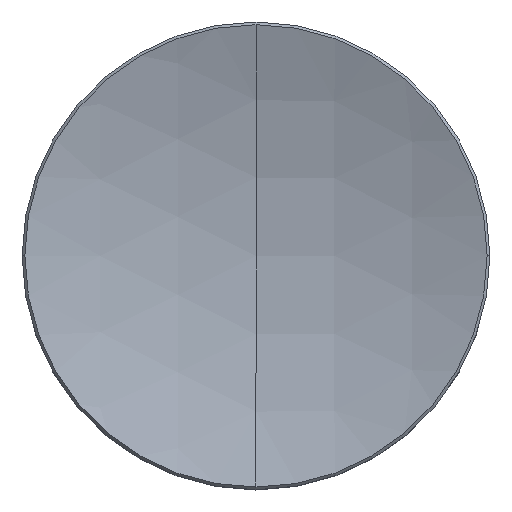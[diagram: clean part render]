
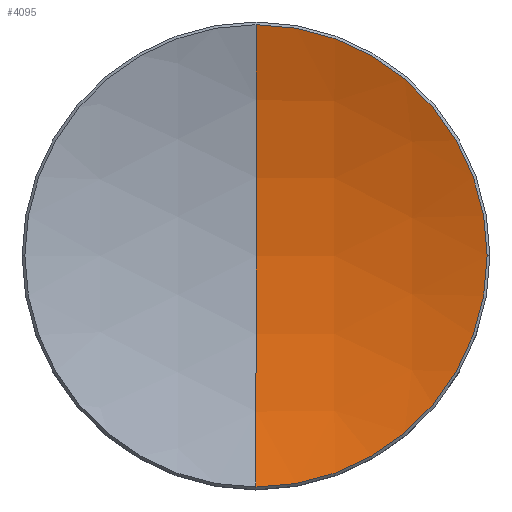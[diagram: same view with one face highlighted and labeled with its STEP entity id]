
A CAD part, top view. The second image highlights one B-rep face of the part: STEP entity #4095.
In plain terms, the highlighted spherical face has radius 38 mm.
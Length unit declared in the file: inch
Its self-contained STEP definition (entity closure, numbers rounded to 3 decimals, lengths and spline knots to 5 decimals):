
#1811 = CARTESIAN_POINT ( 'NONE',  ( 0., 0.49418, 0.3202 ) ) ;
#2513 = FACE_OUTER_BOUND ( 'NONE', #3832, .T. ) ;
#2631 = SPHERICAL_SURFACE ( 'NONE', #2674, 1.49606 ) ;
#2634 = DIRECTION ( 'NONE',  ( 1., 0., 0. ) ) ;
#2635 = DIRECTION ( 'NONE',  ( 0., 0., 1. ) ) ;
#2636 = CARTESIAN_POINT ( 'NONE',  ( 0., 0., 0.3202 ) ) ;
#2639 = DIRECTION ( 'NONE',  ( 1., 0., 0. ) ) ;
#2640 = DIRECTION ( 'NONE',  ( 0., 0., 1. ) ) ;
#2641 = AXIS2_PLACEMENT_3D ( 'NONE', #2649, #2640, #2639 ) ;
#2645 = AXIS2_PLACEMENT_3D ( 'NONE', #2636, #2635, #2634 ) ;
#2649 = CARTESIAN_POINT ( 'NONE',  ( 0., 0., 0.3202 ) ) ;
#2650 = CARTESIAN_POINT ( 'NONE',  ( 0.49418, 0., 0.3202 ) ) ;
#2652 = CIRCLE ( 'NONE', #2645, 0.49418 ) ;
#2657 = CIRCLE ( 'NONE', #2641, 0.49418 ) ;
#2664 = CARTESIAN_POINT ( 'NONE',  ( 0., 0., 1.73228 ) ) ;
#2674 = AXIS2_PLACEMENT_3D ( 'NONE', #2664, #2685, #2731 ) ;
#2685 = DIRECTION ( 'NONE',  ( -1., 0., 0. ) ) ;
#2686 = AXIS2_PLACEMENT_3D ( 'NONE', #2729, #2728, #2727 ) ;
#2706 = CARTESIAN_POINT ( 'NONE',  ( 0., -0.49418, 0.3202 ) ) ;
#2727 = DIRECTION ( 'NONE',  ( 0., -1., 0. ) ) ;
#2728 = DIRECTION ( 'NONE',  ( -1., 0., 0. ) ) ;
#2729 = CARTESIAN_POINT ( 'NONE',  ( 0., 0., 1.73228 ) ) ;
#2730 = CIRCLE ( 'NONE', #2686, 1.49606 ) ;
#2731 = DIRECTION ( 'NONE',  ( 0., 1., 0. ) ) ;
#3473 = CIRCLE ( 'NONE', #3625, 1.49606 ) ;
#3505 = DIRECTION ( 'NONE',  ( 0., 0., -1. ) ) ;
#3593 = CARTESIAN_POINT ( 'NONE',  ( 0., 0., 0.23622 ) ) ;
#3600 = DIRECTION ( 'NONE',  ( 1., 0., 0. ) ) ;
#3625 = AXIS2_PLACEMENT_3D ( 'NONE', #3631, #3600, #3505 ) ;
#3631 = CARTESIAN_POINT ( 'NONE',  ( 0., 0., 1.73228 ) ) ;
#3816 = ORIENTED_EDGE ( 'NONE', *, *, #4326, .F. ) ;
#3827 = VERTEX_POINT ( 'NONE', #1811 ) ;
#3832 = EDGE_LOOP ( 'NONE', ( #3816, #4096, #4094, #4330 ) ) ;
#4092 = VERTEX_POINT ( 'NONE', #2706 ) ;
#4094 = ORIENTED_EDGE ( 'NONE', *, *, #4134, .T. ) ;
#4095 = ADVANCED_FACE ( 'NONE', ( #2513 ), #2631, .F. ) ;
#4096 = ORIENTED_EDGE ( 'NONE', *, *, #4097, .T. ) ;
#4097 = EDGE_CURVE ( 'NONE', #4328, #4092, #2730, .T. ) ;
#4133 = VERTEX_POINT ( 'NONE', #2650 ) ;
#4134 = EDGE_CURVE ( 'NONE', #4092, #4133, #2657, .T. ) ;
#4135 = EDGE_CURVE ( 'NONE', #4133, #3827, #2652, .T. ) ;
#4326 = EDGE_CURVE ( 'NONE', #4328, #3827, #3473, .T. ) ;
#4328 = VERTEX_POINT ( 'NONE', #3593 ) ;
#4330 = ORIENTED_EDGE ( 'NONE', *, *, #4135, .T. ) ;
